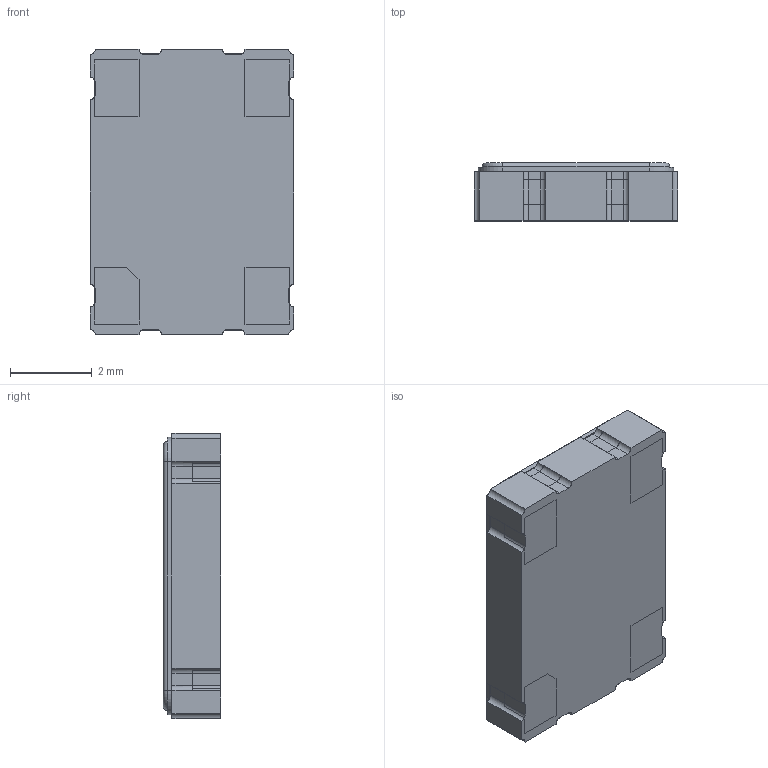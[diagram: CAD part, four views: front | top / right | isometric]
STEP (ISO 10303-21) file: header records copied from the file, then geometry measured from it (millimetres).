
FILE_DESCRIPTION (( 'STEP AP214' ), '1' );
FILE_NAME ('QTM750-1.000MBE-T.STEP', '2023-01-23T11:05:28', ( '' ), ( '' ), 'SwSTEP 2.0', 'SolidWorks 2021', '' );
FILE_SCHEMA (( 'AUTOMOTIVE_DESIGN' ));
Length unit declared in the file: millimetre
Products named in the file (1): QTM750-1.000MBE-T
Bounding box: 5 x 1.42 x 7 mm (x, y, z)
Volume: 48 mm3; surface area: 266.6 mm2
Topology: 5 solids, 5 shells, 184 faces, 518 edges, 332 vertices
Faces by surface type: plane 120, cylinder 60, torus 4
Entity records: 5992 total; most frequent: ORIENTED_EDGE 1036, CARTESIAN_POINT 1035, DIRECTION 1020, EDGE_CURVE 518, VECTOR 386, LINE 386, VERTEX_POINT 332, AXIS2_PLACEMENT_3D 317
